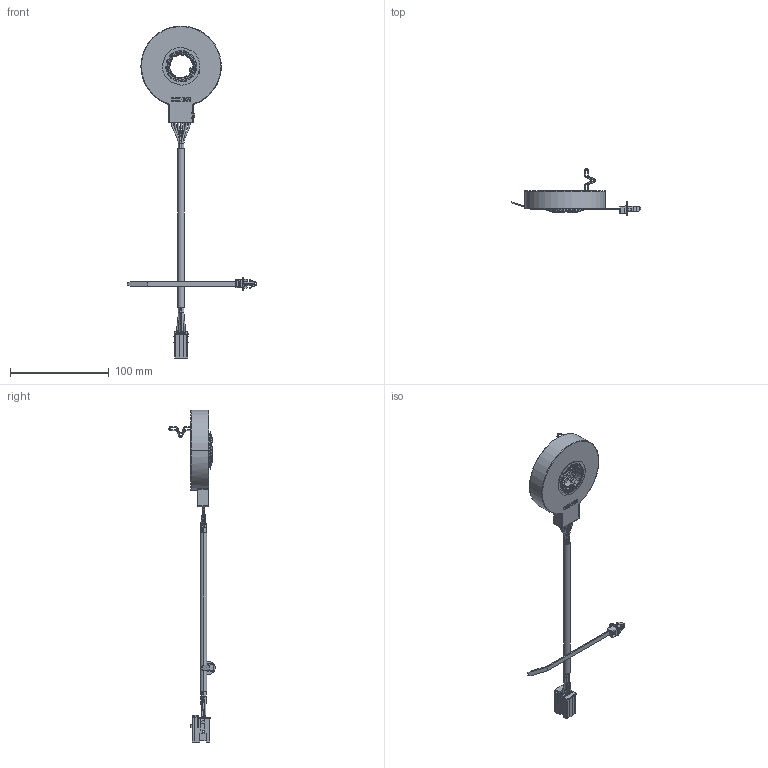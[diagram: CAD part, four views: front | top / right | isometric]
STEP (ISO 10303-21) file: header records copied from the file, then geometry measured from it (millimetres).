
FILE_DESCRIPTION((''),'2;1');
FILE_NAME('SX-4476A_SW0002','2015-05-29T',('bmozley'),(''),'CREO PARAMETRIC BY PTC INC, 2014500','CREO PARAMETRIC BY PTC INC, 2014500','');
FILE_SCHEMA(('CONFIG_CONTROL_DESIGN'));
Length unit declared in the file: inch
Products named in the file (1): SX-4476A_SW0002
Bounding box: 130.4 x 46.7 x 335.46 mm (x, y, z)
Volume: 97097.3 mm3; surface area: 46365.3 mm2
Topology: 7 solids, 7 shells, 2060 faces, 5649 edges, 3587 vertices
Faces by surface type: plane 974, cylinder 750, torus 157, cone 77, sphere 72, bspline 30
Entity records: 72482 total; most frequent: CARTESIAN_POINT 19884, ORIENTED_EDGE 11270, DIRECTION 10914, EDGE_CURVE 5635, AXIS2_PLACEMENT_3D 3955, VERTEX_POINT 3587, VECTOR 3004, LINE 3004
